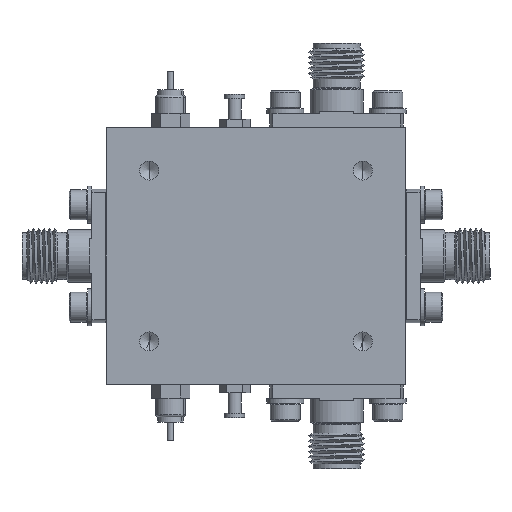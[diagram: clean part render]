
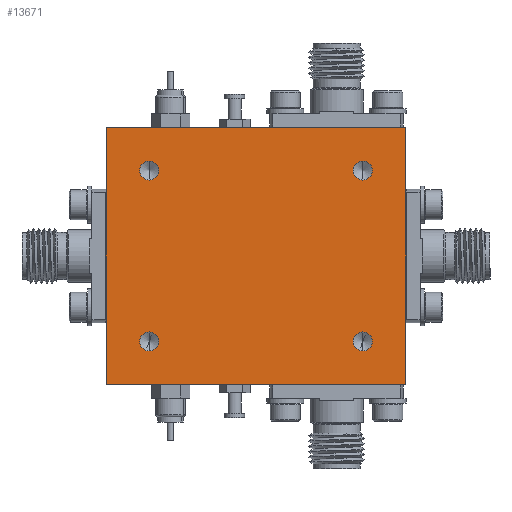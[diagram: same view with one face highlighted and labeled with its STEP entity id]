
A CAD part, front view. The second image highlights one B-rep face of the part: STEP entity #13671.
In plain terms, the highlighted planar face has unit normal (0, -1, 0).
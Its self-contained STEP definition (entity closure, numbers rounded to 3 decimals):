
#147 = CARTESIAN_POINT ( 'NONE',  ( 12.7, 0., -10.16 ) ) ;
#268 = DIRECTION ( 'NONE',  ( 0., -1., 0. ) ) ;
#621 = CARTESIAN_POINT ( 'NONE',  ( 17.78, 0., 15.24 ) ) ;
#1276 = ORIENTED_EDGE ( 'NONE', *, *, #37238, .F. ) ;
#1308 = EDGE_CURVE ( 'NONE', #22493, #18881, #6880, .T. ) ;
#1483 = CARTESIAN_POINT ( 'NONE',  ( -12.7, 0., -10.16 ) ) ;
#2877 = EDGE_CURVE ( 'NONE', #32510, #11174, #32879, .T. ) ;
#3015 = FACE_BOUND ( 'NONE', #37675, .T. ) ;
#3071 = ORIENTED_EDGE ( 'NONE', *, *, #1308, .F. ) ;
#3637 = DIRECTION ( 'NONE',  ( 0., -1., 0. ) ) ;
#4068 = DIRECTION ( 'NONE',  ( 0., -1., 0. ) ) ;
#4612 = CIRCLE ( 'NONE', #38611, 1.13 ) ;
#6223 = DIRECTION ( 'NONE',  ( 0., 0., 1. ) ) ;
#6320 = CIRCLE ( 'NONE', #42344, 1.13 ) ;
#6740 = CARTESIAN_POINT ( 'NONE',  ( 12.7, 0., -9.03 ) ) ;
#6880 = CIRCLE ( 'NONE', #24198, 1.13 ) ;
#7017 = ORIENTED_EDGE ( 'NONE', *, *, #9036, .F. ) ;
#7787 = ORIENTED_EDGE ( 'NONE', *, *, #32040, .F. ) ;
#7825 = VECTOR ( 'NONE', #41380, 1000. ) ;
#8242 = VECTOR ( 'NONE', #21255, 1000. ) ;
#8655 = CARTESIAN_POINT ( 'NONE',  ( 17.78, 0., -15.24 ) ) ;
#9036 = EDGE_CURVE ( 'NONE', #11174, #32510, #4612, .T. ) ;
#9321 = DIRECTION ( 'NONE',  ( 0., 0., -1. ) ) ;
#9579 = CIRCLE ( 'NONE', #14881, 1.13 ) ;
#9722 = LINE ( 'NONE', #28591, #7825 ) ;
#9829 = AXIS2_PLACEMENT_3D ( 'NONE', #35815, #3637, #19605 ) ;
#10609 = VERTEX_POINT ( 'NONE', #11194 ) ;
#11070 = CARTESIAN_POINT ( 'NONE',  ( 17.78, 0., 15.24 ) ) ;
#11174 = VERTEX_POINT ( 'NONE', #46747 ) ;
#11194 = CARTESIAN_POINT ( 'NONE',  ( 17.78, 0., -15.24 ) ) ;
#11851 = EDGE_CURVE ( 'NONE', #10609, #18216, #42642, .T. ) ;
#12112 = DIRECTION ( 'NONE',  ( 0., 0., -1. ) ) ;
#12335 = EDGE_CURVE ( 'NONE', #18881, #22493, #6320, .T. ) ;
#12483 = AXIS2_PLACEMENT_3D ( 'NONE', #147, #28504, #12112 ) ;
#12682 = AXIS2_PLACEMENT_3D ( 'NONE', #48875, #4068, #12778 ) ;
#12715 = VECTOR ( 'NONE', #48662, 1000. ) ;
#12778 = DIRECTION ( 'NONE',  ( 0., 0., -1. ) ) ;
#12909 = EDGE_LOOP ( 'NONE', ( #31159, #7017 ) ) ;
#13525 = CARTESIAN_POINT ( 'NONE',  ( 0., 0., 0. ) ) ;
#13613 = CARTESIAN_POINT ( 'NONE',  ( -17.78, 0., 15.24 ) ) ;
#13671 = ADVANCED_FACE ( 'NONE', ( #31637, #29123, #3015, #38645, #51358 ), #49979, .F. ) ;
#14002 = ORIENTED_EDGE ( 'NONE', *, *, #23738, .F. ) ;
#14430 = EDGE_CURVE ( 'NONE', #35687, #52343, #25269, .T. ) ;
#14881 = AXIS2_PLACEMENT_3D ( 'NONE', #51328, #26835, #26309 ) ;
#15138 = DIRECTION ( 'NONE',  ( 0., 0., -1. ) ) ;
#16227 = CARTESIAN_POINT ( 'NONE',  ( -12.7, 0., 10.16 ) ) ;
#16319 = DIRECTION ( 'NONE',  ( 0., 0., -1. ) ) ;
#18049 = VERTEX_POINT ( 'NONE', #621 ) ;
#18216 = VERTEX_POINT ( 'NONE', #30522 ) ;
#18380 = EDGE_CURVE ( 'NONE', #52343, #35687, #39910, .T. ) ;
#18881 = VERTEX_POINT ( 'NONE', #25889 ) ;
#18966 = CARTESIAN_POINT ( 'NONE',  ( 12.7, 0., 10.16 ) ) ;
#19006 = ORIENTED_EDGE ( 'NONE', *, *, #11851, .F. ) ;
#19251 = ORIENTED_EDGE ( 'NONE', *, *, #12335, .F. ) ;
#19605 = DIRECTION ( 'NONE',  ( 0., 0., -1. ) ) ;
#21255 = DIRECTION ( 'NONE',  ( 0., 0., 1. ) ) ;
#22381 = LINE ( 'NONE', #11070, #43387 ) ;
#22493 = VERTEX_POINT ( 'NONE', #41043 ) ;
#23255 = CARTESIAN_POINT ( 'NONE',  ( -12.7, 0., -9.03 ) ) ;
#23581 = CARTESIAN_POINT ( 'NONE',  ( -12.7, 0., -11.29 ) ) ;
#23738 = EDGE_CURVE ( 'NONE', #18049, #10609, #22381, .T. ) ;
#23897 = DIRECTION ( 'NONE',  ( 0., -1., 0. ) ) ;
#24198 = AXIS2_PLACEMENT_3D ( 'NONE', #18966, #268, #16319 ) ;
#24880 = EDGE_CURVE ( 'NONE', #51001, #31052, #9579, .T. ) ;
#25060 = VERTEX_POINT ( 'NONE', #47593 ) ;
#25269 = CIRCLE ( 'NONE', #52255, 1.13 ) ;
#25889 = CARTESIAN_POINT ( 'NONE',  ( 12.7, 0., 9.03 ) ) ;
#26309 = DIRECTION ( 'NONE',  ( 0., 0., -1. ) ) ;
#26835 = DIRECTION ( 'NONE',  ( 0., -1., 0. ) ) ;
#26915 = EDGE_LOOP ( 'NONE', ( #31952, #1276 ) ) ;
#28172 = ORIENTED_EDGE ( 'NONE', *, *, #18380, .F. ) ;
#28504 = DIRECTION ( 'NONE',  ( 0., -1., 0. ) ) ;
#28591 = CARTESIAN_POINT ( 'NONE',  ( 17.78, 0., 15.24 ) ) ;
#29123 = FACE_BOUND ( 'NONE', #12909, .T. ) ;
#30522 = CARTESIAN_POINT ( 'NONE',  ( -17.78, 0., -15.24 ) ) ;
#30984 = EDGE_LOOP ( 'NONE', ( #19251, #3071 ) ) ;
#31052 = VERTEX_POINT ( 'NONE', #6740 ) ;
#31159 = ORIENTED_EDGE ( 'NONE', *, *, #2877, .F. ) ;
#31637 = FACE_BOUND ( 'NONE', #26915, .T. ) ;
#31952 = ORIENTED_EDGE ( 'NONE', *, *, #24880, .F. ) ;
#32040 = EDGE_CURVE ( 'NONE', #18216, #25060, #38163, .T. ) ;
#32065 = CARTESIAN_POINT ( 'NONE',  ( -12.7, 0., 9.03 ) ) ;
#32510 = VERTEX_POINT ( 'NONE', #32065 ) ;
#32879 = CIRCLE ( 'NONE', #12682, 1.13 ) ;
#33267 = ORIENTED_EDGE ( 'NONE', *, *, #39265, .F. ) ;
#34265 = CARTESIAN_POINT ( 'NONE',  ( 12.7, 0., -11.29 ) ) ;
#35687 = VERTEX_POINT ( 'NONE', #23255 ) ;
#35815 = CARTESIAN_POINT ( 'NONE',  ( -12.7, 0., -10.16 ) ) ;
#35984 = CIRCLE ( 'NONE', #12483, 1.13 ) ;
#37238 = EDGE_CURVE ( 'NONE', #31052, #51001, #35984, .T. ) ;
#37675 = EDGE_LOOP ( 'NONE', ( #28172, #44537 ) ) ;
#38163 = LINE ( 'NONE', #13613, #8242 ) ;
#38611 = AXIS2_PLACEMENT_3D ( 'NONE', #16227, #23897, #48581 ) ;
#38645 = FACE_BOUND ( 'NONE', #30984, .T. ) ;
#39265 = EDGE_CURVE ( 'NONE', #25060, #18049, #9722, .T. ) ;
#39910 = CIRCLE ( 'NONE', #9829, 1.13 ) ;
#40457 = CARTESIAN_POINT ( 'NONE',  ( 12.7, 0., 10.16 ) ) ;
#41043 = CARTESIAN_POINT ( 'NONE',  ( 12.7, 0., 11.29 ) ) ;
#41380 = DIRECTION ( 'NONE',  ( 1., 0., 0. ) ) ;
#42011 = DIRECTION ( 'NONE',  ( 0., 1., 0. ) ) ;
#42254 = DIRECTION ( 'NONE',  ( 0., -1., 0. ) ) ;
#42344 = AXIS2_PLACEMENT_3D ( 'NONE', #40457, #44196, #48601 ) ;
#42642 = LINE ( 'NONE', #8655, #12715 ) ;
#43387 = VECTOR ( 'NONE', #15138, 1000. ) ;
#44196 = DIRECTION ( 'NONE',  ( 0., -1., 0. ) ) ;
#44537 = ORIENTED_EDGE ( 'NONE', *, *, #14430, .F. ) ;
#46747 = CARTESIAN_POINT ( 'NONE',  ( -12.7, 0., 11.29 ) ) ;
#47593 = CARTESIAN_POINT ( 'NONE',  ( -17.78, 0., 15.24 ) ) ;
#48581 = DIRECTION ( 'NONE',  ( 0., 0., -1. ) ) ;
#48601 = DIRECTION ( 'NONE',  ( 0., 0., -1. ) ) ;
#48662 = DIRECTION ( 'NONE',  ( -1., 0., 0. ) ) ;
#48875 = CARTESIAN_POINT ( 'NONE',  ( -12.7, 0., 10.16 ) ) ;
#49979 = PLANE ( 'NONE',  #52570 ) ;
#50946 = EDGE_LOOP ( 'NONE', ( #7787, #19006, #14002, #33267 ) ) ;
#51001 = VERTEX_POINT ( 'NONE', #34265 ) ;
#51328 = CARTESIAN_POINT ( 'NONE',  ( 12.7, 0., -10.16 ) ) ;
#51358 = FACE_OUTER_BOUND ( 'NONE', #50946, .T. ) ;
#52255 = AXIS2_PLACEMENT_3D ( 'NONE', #1483, #42254, #9321 ) ;
#52343 = VERTEX_POINT ( 'NONE', #23581 ) ;
#52570 = AXIS2_PLACEMENT_3D ( 'NONE', #13525, #42011, #6223 ) ;
